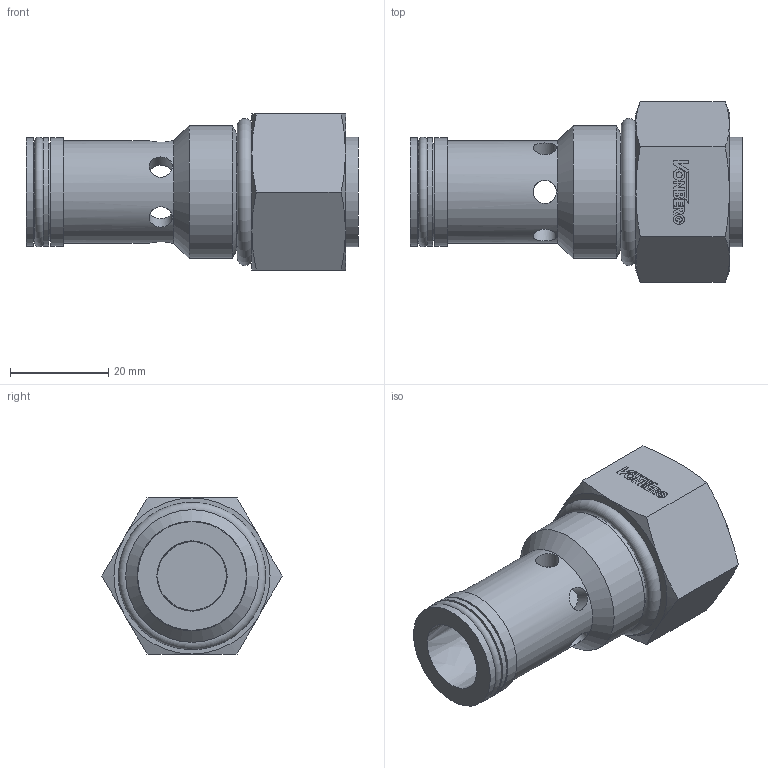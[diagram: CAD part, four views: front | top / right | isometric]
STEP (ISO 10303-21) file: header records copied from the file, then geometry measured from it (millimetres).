
FILE_DESCRIPTION((''),'2;1');
FILE_NAME('8112.stp','2015-02-17T14:31:17',('jml'),(''),'Autodesk Inventor 2010','Autodesk Inventor 2010','');
FILE_SCHEMA(('AUTOMOTIVE_DESIGN { 1 0 10303 214 1 1 1 1 }'));
Length unit declared in the file: inch
Products named in the file (6): 8112 (LevelofDetail1); 220929; 018 O-RING; 018 BACKUP; 912 O-RING; 990114
Assembly tree (5 placements, depth 2):
  8112 (LevelofDetail1)
    220929
    018 O-RING
    018 BACKUP
    912 O-RING
    990114
Bounding box: 67.56 x 36.66 x 31.75 mm (x, y, z)
Volume: 27469.7 mm3; surface area: 13645.7 mm2
Topology: 5 solids, 6 shells, 161 faces, 385 edges, 250 vertices
Faces by surface type: plane 102, cylinder 33, cone 18, torus 5, bspline 3
Full cylindrical faces by diameter (mm): 1.218 x1, 4.75 x6, 16.815 x2, 19.05 x1, 19.558 x1, 19.685 x1, 20.828 x1, 22.098 x2, 22.225 x2, 24.003 x1, 26.988 x1
Entity records: 5121 total; most frequent: CARTESIAN_POINT 1253, DIRECTION 729, ORIENTED_EDGE 690, EDGE_CURVE 345, AXIS2_PLACEMENT_3D 251, VERTEX_POINT 241, EDGE_LOOP 229, VECTOR 227
